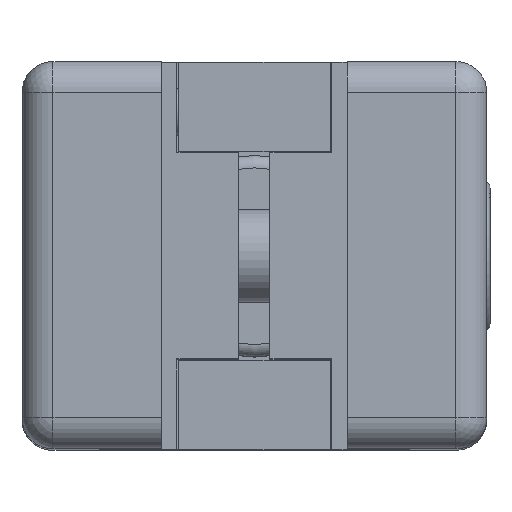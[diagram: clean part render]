
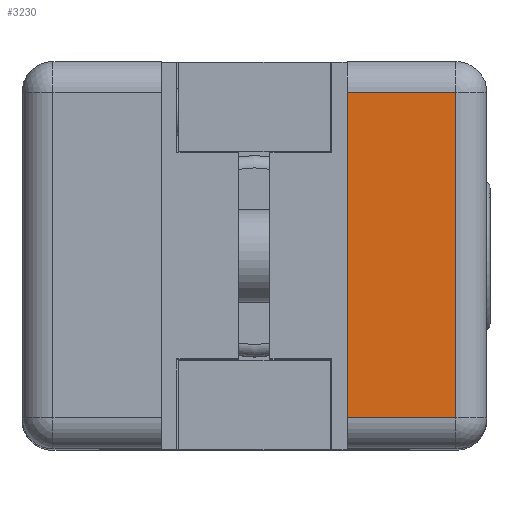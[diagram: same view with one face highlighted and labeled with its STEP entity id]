
A CAD part, top view. The second image highlights one B-rep face of the part: STEP entity #3230.
In plain terms, the highlighted face is planar.
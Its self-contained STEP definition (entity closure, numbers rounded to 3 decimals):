
#205=PLANE('',#3613);
#333=FACE_OUTER_BOUND('',#523,.T.);
#523=EDGE_LOOP('',(#2434,#2435,#2436,#2437));
#766=LINE('',#5111,#1051);
#768=LINE('',#5117,#1053);
#773=LINE('',#5134,#1058);
#780=LINE('',#5146,#1065);
#1051=VECTOR('',#4124,10.);
#1053=VECTOR('',#4130,10.);
#1058=VECTOR('',#4147,10.);
#1065=VECTOR('',#4158,10.);
#1472=VERTEX_POINT('',#5096);
#1477=VERTEX_POINT('',#5106);
#1478=VERTEX_POINT('',#5113);
#1485=VERTEX_POINT('',#5132);
#1833=EDGE_CURVE('',#1472,#1477,#766,.T.);
#1836=EDGE_CURVE('',#1477,#1478,#768,.T.);
#1844=EDGE_CURVE('',#1485,#1472,#773,.T.);
#1851=EDGE_CURVE('',#1485,#1478,#780,.T.);
#2434=ORIENTED_EDGE('',*,*,#1836,.F.);
#2435=ORIENTED_EDGE('',*,*,#1833,.F.);
#2436=ORIENTED_EDGE('',*,*,#1844,.F.);
#2437=ORIENTED_EDGE('',*,*,#1851,.T.);
#3230=ADVANCED_FACE('',(#333),#205,.T.);
#3613=AXIS2_PLACEMENT_3D('',#5145,#4156,#4157);
#4124=DIRECTION('',(0.,0.,-1.));
#4130=DIRECTION('',(0.,-1.,0.));
#4147=DIRECTION('',(0.,1.,0.));
#4156=DIRECTION('center_axis',(1.,0.,0.));
#4157=DIRECTION('ref_axis',(0.,1.,0.));
#4158=DIRECTION('',(0.,0.,-1.));
#5096=CARTESIAN_POINT('',(37.5,8.,10.5));
#5106=CARTESIAN_POINT('',(37.5,8.,-10.5));
#5111=CARTESIAN_POINT('',(37.5,8.,0.));
#5113=CARTESIAN_POINT('',(37.5,1.,-10.5));
#5117=CARTESIAN_POINT('',(37.5,2.,-10.5));
#5132=CARTESIAN_POINT('',(37.5,1.,10.5));
#5134=CARTESIAN_POINT('',(37.5,2.,10.5));
#5145=CARTESIAN_POINT('Origin',(37.5,1.,0.));
#5146=CARTESIAN_POINT('',(37.5,1.,0.));
